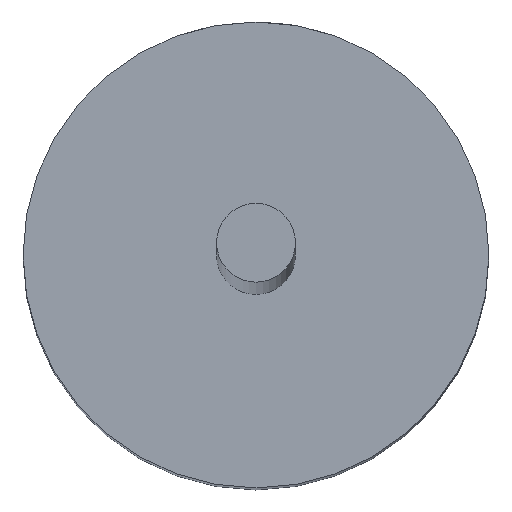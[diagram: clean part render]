
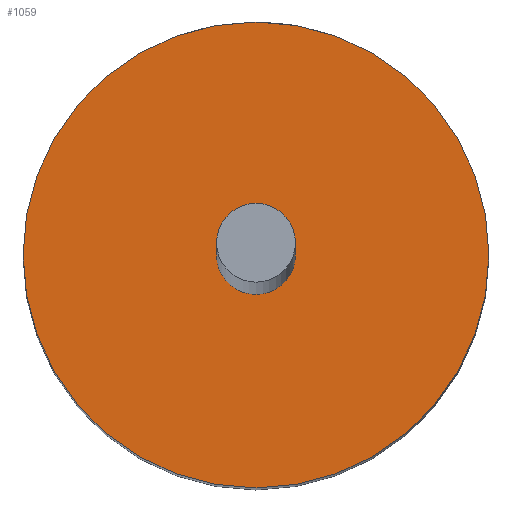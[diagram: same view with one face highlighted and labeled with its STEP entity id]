
A CAD part, top view. The second image highlights one B-rep face of the part: STEP entity #1059.
In plain terms, the highlighted planar face has unit normal (0, 0, 1).
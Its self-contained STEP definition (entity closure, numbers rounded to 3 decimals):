
#18 = DIRECTION ( 'NONE',  ( 1., 0., 0. ) ) ;
#27 = DIRECTION ( 'NONE',  ( 1., 0., 0. ) ) ;
#110 = EDGE_CURVE ( 'NONE', #2920, #1320, #163, .T. ) ;
#163 = CIRCLE ( 'NONE', #504, 0.215 ) ;
#170 = CARTESIAN_POINT ( 'NONE',  ( -0.215, 0., 3.3 ) ) ;
#480 = ORIENTED_EDGE ( 'NONE', *, *, #2399, .F. ) ;
#504 = AXIS2_PLACEMENT_3D ( 'NONE', #726, #1212, #2385 ) ;
#644 = CARTESIAN_POINT ( 'NONE',  ( -1.27, 0., 3.3 ) ) ;
#695 = DIRECTION ( 'NONE',  ( 0., 0., 1. ) ) ;
#719 = AXIS2_PLACEMENT_3D ( 'NONE', #1398, #695, #1915 ) ;
#726 = CARTESIAN_POINT ( 'NONE',  ( 0., 0., 3.3 ) ) ;
#761 = AXIS2_PLACEMENT_3D ( 'NONE', #1513, #2718, #2974 ) ;
#859 = ORIENTED_EDGE ( 'NONE', *, *, #2178, .T. ) ;
#1012 = ORIENTED_EDGE ( 'NONE', *, *, #110, .F. ) ;
#1059 = ADVANCED_FACE ( 'NONE', ( #1649, #1801 ), #1510, .T. ) ;
#1079 = CARTESIAN_POINT ( 'NONE',  ( 0.215, 0., 3.3 ) ) ;
#1186 = EDGE_LOOP ( 'NONE', ( #480, #1012 ) ) ;
#1201 = AXIS2_PLACEMENT_3D ( 'NONE', #1487, #1982, #18 ) ;
#1212 = DIRECTION ( 'NONE',  ( 0., 0., 1. ) ) ;
#1320 = VERTEX_POINT ( 'NONE', #170 ) ;
#1398 = CARTESIAN_POINT ( 'NONE',  ( 0., 0., 3.3 ) ) ;
#1421 = VERTEX_POINT ( 'NONE', #2370 ) ;
#1466 = CARTESIAN_POINT ( 'NONE',  ( 0., 0., 3.3 ) ) ;
#1485 = DIRECTION ( 'NONE',  ( 0., 0., 1. ) ) ;
#1487 = CARTESIAN_POINT ( 'NONE',  ( 0., 0., 3.3 ) ) ;
#1510 = PLANE ( 'NONE',  #1201 ) ;
#1513 = CARTESIAN_POINT ( 'NONE',  ( 0., 0., 3.3 ) ) ;
#1528 = AXIS2_PLACEMENT_3D ( 'NONE', #1466, #1485, #27 ) ;
#1649 = FACE_BOUND ( 'NONE', #1186, .T. ) ;
#1801 = FACE_OUTER_BOUND ( 'NONE', #2016, .T. ) ;
#1915 = DIRECTION ( 'NONE',  ( 1., 0., 0. ) ) ;
#1982 = DIRECTION ( 'NONE',  ( 0., 0., 1. ) ) ;
#2016 = EDGE_LOOP ( 'NONE', ( #2700, #859 ) ) ;
#2131 = CIRCLE ( 'NONE', #761, 1.27 ) ;
#2153 = VERTEX_POINT ( 'NONE', #644 ) ;
#2178 = EDGE_CURVE ( 'NONE', #2153, #1421, #2635, .T. ) ;
#2356 = CIRCLE ( 'NONE', #1528, 0.215 ) ;
#2370 = CARTESIAN_POINT ( 'NONE',  ( 1.27, 0., 3.3 ) ) ;
#2385 = DIRECTION ( 'NONE',  ( 1., 0., 0. ) ) ;
#2399 = EDGE_CURVE ( 'NONE', #1320, #2920, #2356, .T. ) ;
#2635 = CIRCLE ( 'NONE', #719, 1.27 ) ;
#2700 = ORIENTED_EDGE ( 'NONE', *, *, #2809, .T. ) ;
#2718 = DIRECTION ( 'NONE',  ( 0., 0., 1. ) ) ;
#2809 = EDGE_CURVE ( 'NONE', #1421, #2153, #2131, .T. ) ;
#2920 = VERTEX_POINT ( 'NONE', #1079 ) ;
#2974 = DIRECTION ( 'NONE',  ( 1., 0., 0. ) ) ;
